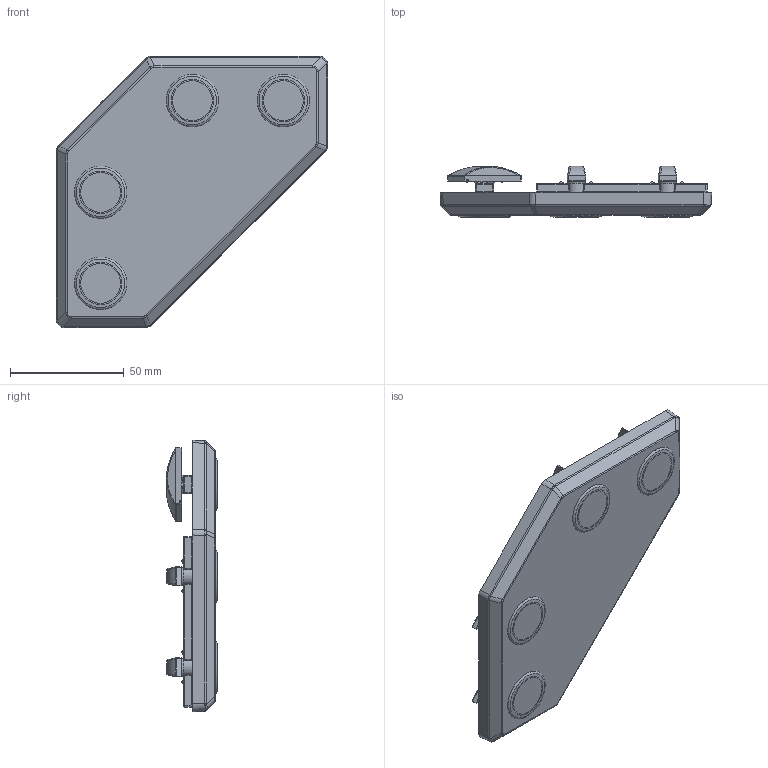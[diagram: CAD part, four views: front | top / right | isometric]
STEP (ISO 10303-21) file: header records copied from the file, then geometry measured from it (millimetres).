
FILE_DESCRIPTION(/* description */ ('KriTec Automatik-Laschensatz 8 120x120 Al'),/* implementation_level */ '2;1');
FILE_NAME(/* name */ '14316_Kritec_Automatik-Laschensatz_8_120x120_Al.stp',/* time_stamp */ '2021-01-19T14:20:55+01:00',/* author */ ('Nell'),/* organization */ (''),/* preprocessor_version */ 'ST-DEVELOPER v17',/* originating_system */ 'Autodesk Inventor 2018',/* authorisation */ '');
FILE_SCHEMA (('AUTOMOTIVE_DESIGN { 1 0 10303 214 3 1 1 }'));
Products named in the file (6): 14316; 093VM120120LN08R02_093VM120120LN08R02; 340ME486; 096RS8m0814m; 340ME444; 093VMCC
Assembly tree (17 placements, depth 2):
  14316
    093VM120120LN08R02_093VM120120LN08R02
    340ME486  x4
    340ME444  x4
    096RS8m0814m  x4
    093VMCC  x4
Bounding box: 119.29 x 22.37 x 119.29 mm (x, y, z)
Volume: 104307.9 mm3; surface area: 38379.4 mm2
Topology: 17 solids, 17 shells, 1903 faces, 4626 edges, 2691 vertices
Faces by surface type: bspline 895, cylinder 372, plane 240, torus 212, cone 112, sphere 72
Full cylindrical faces by diameter (mm): 5 x8, 6.8 x4, 8 x4
Entity records: 42219 total; most frequent: CARTESIAN_POINT 23610, ORIENTED_EDGE 4090, DIRECTION 3737, EDGE_CURVE 2045, AXIS2_PLACEMENT_3D 1655, VERTEX_POINT 1218, CIRCLE 918, EDGE_LOOP 885
